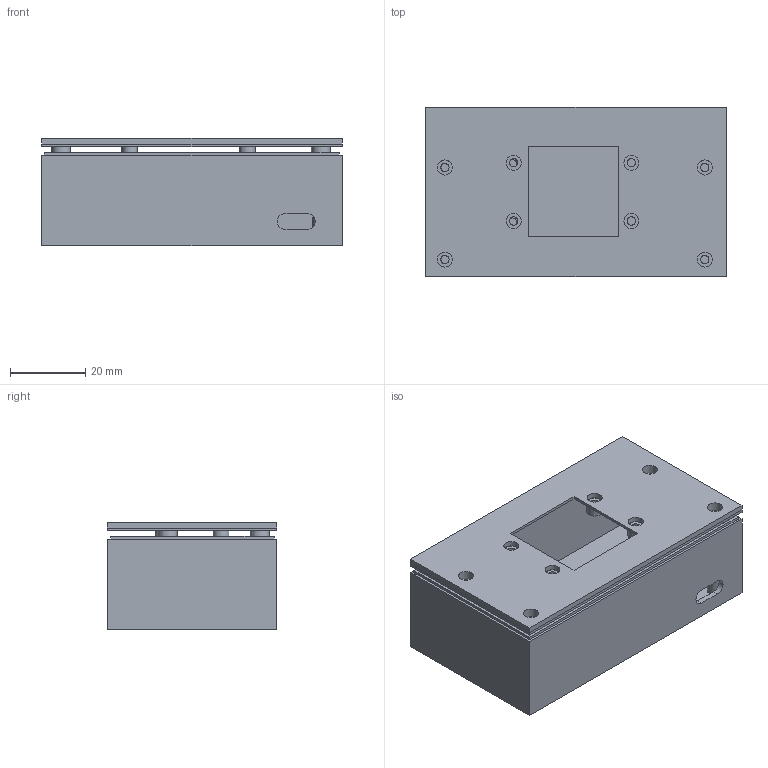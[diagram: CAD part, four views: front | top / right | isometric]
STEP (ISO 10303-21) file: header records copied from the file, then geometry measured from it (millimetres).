
FILE_DESCRIPTION(('FreeCAD Model'),'2;1');
FILE_NAME('Open CASCADE Shape Model','2024-11-14T11:59:34',(''),(''), 'Open CASCADE STEP processor 7.6','FreeCAD','Unknown');
FILE_SCHEMA(('AUTOMOTIVE_DESIGN { 1 0 10303 214 1 1 1 1 }'));
Length unit declared in the file: millimetre
Products named in the file (4): esp32_a76xx_gps; Case bottom; Case top; GPS Holder
Assembly tree (3 placements, depth 2):
  esp32_a76xx_gps
    Case bottom
    Case top
    GPS Holder
Bounding box: 80 x 45 x 28.5 mm (x, y, z)
Volume: 20290.6 mm3; surface area: 28855.4 mm2
Topology: 3 solids, 3 shells, 121 faces, 241 edges, 158 vertices
Faces by surface type: plane 82, cylinder 39
Full cylindrical faces by diameter (mm): 2.2 x14, 4 x8, 4.2 x8, 4.3 x2, 5.04 x4, 6.5 x1
Entity records: 3265 total; most frequent: DIRECTION 569, CARTESIAN_POINT 524, ORIENTED_EDGE 482, EDGE_CURVE 241, AXIS2_PLACEMENT_3D 203, FACE_BOUND 175, EDGE_LOOP 175, LINE 163
